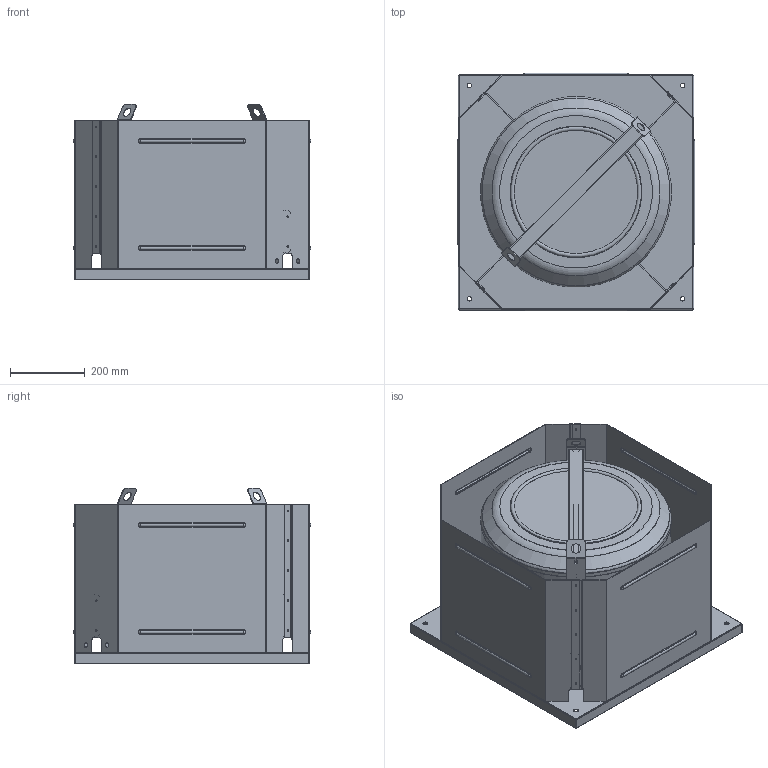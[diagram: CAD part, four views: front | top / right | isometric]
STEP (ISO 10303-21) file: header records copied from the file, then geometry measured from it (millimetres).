
FILE_DESCRIPTION(('FreeCAD Model'),'2;1');
FILE_NAME('DRD 31.stp', '2016-02-22T15:20:30',('Author'),(''), 'Open CASCADE STEP processor 6.8','FreeCAD','Unknown');
FILE_SCHEMA(('AUTOMOTIVE_DESIGN_CC2 { 1 2 10303 214 -1 1 5 4 }'));
Length unit declared in the file: millimetre
Products named in the file (19): DRD18; DRD028; DRD027; DRD023; DRD025; DRD026; DRD021; DRD041; DRD042; DRD045; DRD046; DRD020; DRD056; DRD057; DRD058; DRD047; DRD048; DRD049; DRD050
Bounding box: 634.96 x 634.96 x 469.8 mm (x, y, z)
Surface area: 3951624.9 mm2 (no closed solid volume)
Topology: 0 solids, 19 shells, 813 faces, 1819 edges, 1070 vertices
Faces by surface type: plane 434, cylinder 260, torus 49, sphere 32, bspline 22, cone 16
Full cylindrical faces by diameter (mm): 4.2 x16, 4.5 x24, 6 x4, 6.5 x2, 8 x3, 9.91 x4, 10 x8, 12 x4, 12.5 x4, 13 x4, 13.46 x3, 13.5 x8, 25 x2, 507 x1, 510 x1
Entity records: 79588 total; most frequent: CARTESIAN_POINT 40777, DIRECTION 6005, ORIENTED_EDGE 3638, PCURVE 3638, DEFINITIONAL_REPRESENTATION 3638, LINE 2884, VECTOR 2884, EDGE_CURVE 1819
